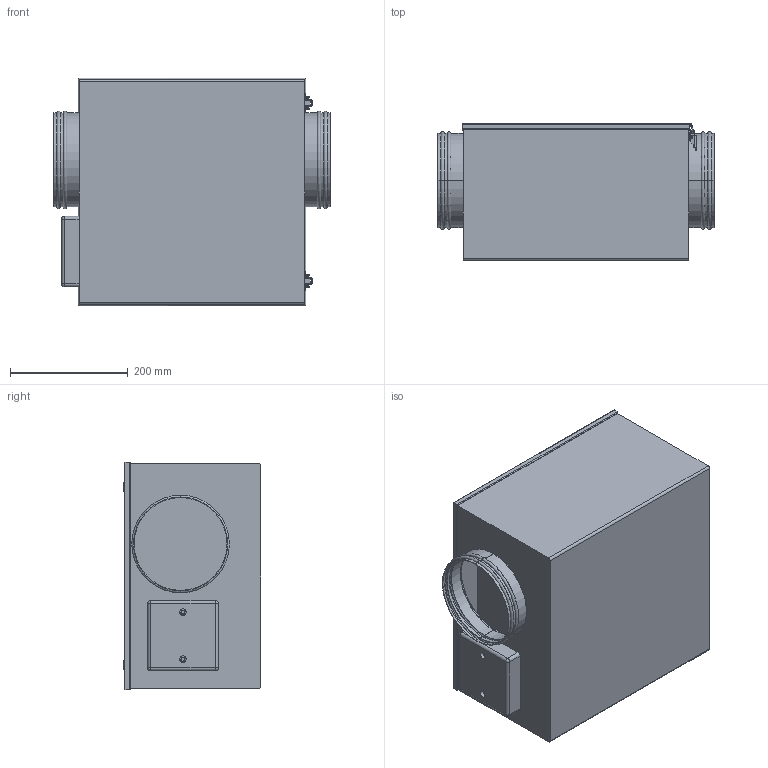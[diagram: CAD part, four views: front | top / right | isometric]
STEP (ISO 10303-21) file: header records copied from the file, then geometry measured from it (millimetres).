
FILE_DESCRIPTION (( 'STEP AP214' ), '1' );
FILE_NAME ('ECR-A16.STEP', '2009-09-03T19:54:28', ( 'Wolfgang Schmidt' ), ( 'WS-KO' ), 'SwSTEP 2.0', 'SolidWorks 2008', '' );
FILE_SCHEMA (( 'AUTOMOTIVE_DESIGN' ));
Length unit declared in the file: millimetre
Products named in the file (1): ECR-A16
Bounding box: 470 x 233.11 x 387 mm (x, y, z)
Volume: 4010051.9 mm3; surface area: 1809684.1 mm2
Topology: 11 solids, 11 shells, 320 faces, 794 edges, 500 vertices
Faces by surface type: cylinder 156, plane 120, torus 40, sphere 4
Entity records: 13371 total; most frequent: CARTESIAN_POINT 1831, DIRECTION 1764, ORIENTED_EDGE 1580, EDGE_CURVE 790, AXIS2_PLACEMENT_3D 689, VERTEX_POINT 500, VECTOR 386, LINE 386
